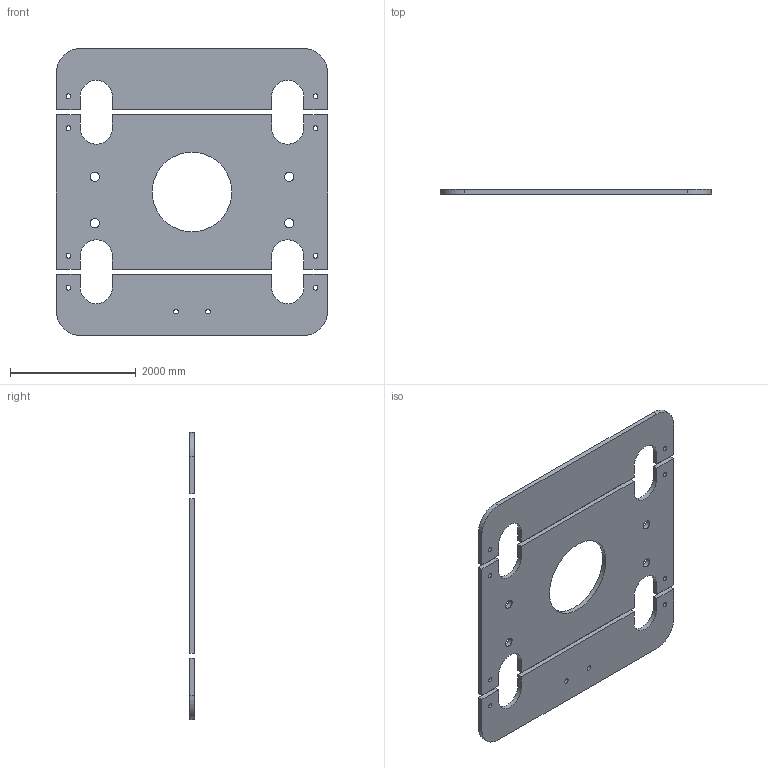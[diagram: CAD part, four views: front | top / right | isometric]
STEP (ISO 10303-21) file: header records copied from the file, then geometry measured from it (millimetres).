
FILE_DESCRIPTION((''),'2;1');
FILE_NAME('PLATE2','2016-05-26T',('arun.sam'),(''),'PRO/ENGINEER BY PARAMETRIC TECHNOLOGY CORPORATION, 2009440','PRO/ENGINEER BY PARAMETRIC TECHNOLOGY CORPORATION, 2009440','');
FILE_SCHEMA(('CONFIG_CONTROL_DESIGN'));
Length unit declared in the file: inch
Products named in the file (1): PLATE2
Bounding box: 4318 x 76.2 x 4572 mm (x, y, z)
Volume: 1209676848 mm3; surface area: 35411786.2 mm2
Topology: 3 solids, 3 shells, 84 faces, 249 edges, 186 vertices
Faces by surface type: cylinder 42, plane 42
Entity records: 2902 total; most frequent: DIRECTION 503, CARTESIAN_POINT 490, ORIENTED_EDGE 468, EDGE_CURVE 234, AXIS2_PLACEMENT_3D 169, VECTOR 165, LINE 165, VERTEX_POINT 156
